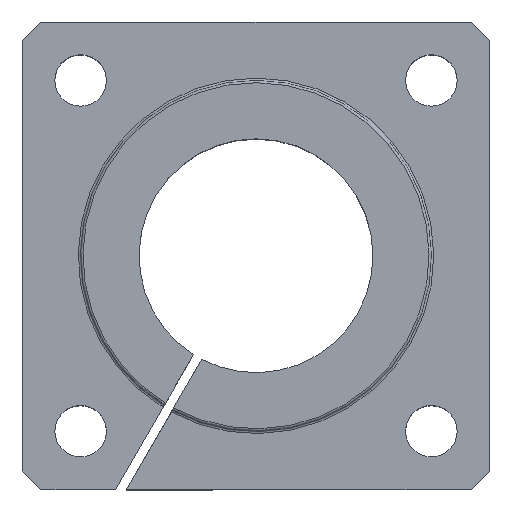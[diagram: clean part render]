
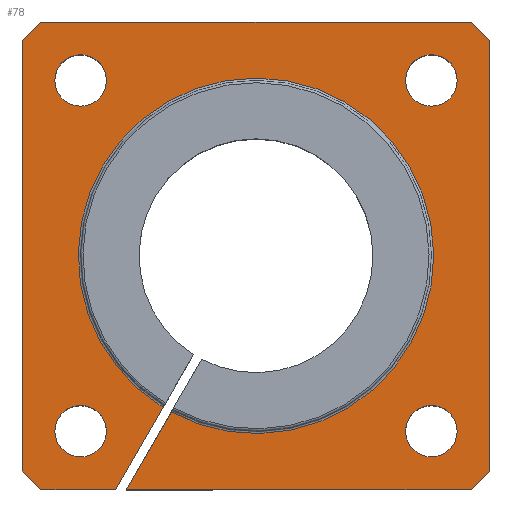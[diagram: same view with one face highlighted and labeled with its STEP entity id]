
A CAD part, top view. The second image highlights one B-rep face of the part: STEP entity #78.
In plain terms, the highlighted planar face has unit normal (0, 0, 1).
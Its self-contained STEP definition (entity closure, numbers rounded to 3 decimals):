
#78 = ADVANCED_FACE( '', ( #175, #176, #177, #178, #179 ), #180, .T. );
#175 = FACE_BOUND( '', #287, .T. );
#176 = FACE_BOUND( '', #288, .T. );
#177 = FACE_BOUND( '', #289, .T. );
#178 = FACE_BOUND( '', #290, .T. );
#179 = FACE_OUTER_BOUND( '', #291, .T. );
#180 = PLANE( '', #292 );
#287 = EDGE_LOOP( '', ( #462 ) );
#288 = EDGE_LOOP( '', ( #463 ) );
#289 = EDGE_LOOP( '', ( #464 ) );
#290 = EDGE_LOOP( '', ( #465 ) );
#291 = EDGE_LOOP( '', ( #466, #467, #468, #469, #470, #471, #472, #473, #474, #475, #476, #477 ) );
#292 = AXIS2_PLACEMENT_3D( '', #478, #479, #480 );
#462 = ORIENTED_EDGE( '', *, *, #646, .F. );
#463 = ORIENTED_EDGE( '', *, *, #647, .F. );
#464 = ORIENTED_EDGE( '', *, *, #648, .F. );
#465 = ORIENTED_EDGE( '', *, *, #605, .F. );
#466 = ORIENTED_EDGE( '', *, *, #649, .T. );
#467 = ORIENTED_EDGE( '', *, *, #602, .T. );
#468 = ORIENTED_EDGE( '', *, *, #650, .T. );
#469 = ORIENTED_EDGE( '', *, *, #618, .T. );
#470 = ORIENTED_EDGE( '', *, *, #651, .T. );
#471 = ORIENTED_EDGE( '', *, *, #652, .T. );
#472 = ORIENTED_EDGE( '', *, *, #614, .T. );
#473 = ORIENTED_EDGE( '', *, *, #653, .T. );
#474 = ORIENTED_EDGE( '', *, *, #654, .T. );
#475 = ORIENTED_EDGE( '', *, *, #609, .T. );
#476 = ORIENTED_EDGE( '', *, *, #591, .T. );
#477 = ORIENTED_EDGE( '', *, *, #584, .T. );
#478 = CARTESIAN_POINT( '', ( 0., 0., 36. ) );
#479 = DIRECTION( '', ( 0., 0., 1. ) );
#480 = DIRECTION( '', ( 1., 0., 0. ) );
#584 = EDGE_CURVE( '', #679, #677, #680, .T. );
#591 = EDGE_CURVE( '', #690, #679, #691, .T. );
#602 = EDGE_CURVE( '', #696, #709, #711, .T. );
#605 = EDGE_CURVE( '', #715, #715, #716, .T. );
#609 = EDGE_CURVE( '', #722, #690, #723, .T. );
#614 = EDGE_CURVE( '', #731, #729, #732, .T. );
#618 = EDGE_CURVE( '', #738, #736, #739, .T. );
#646 = EDGE_CURVE( '', #780, #780, #781, .T. );
#647 = EDGE_CURVE( '', #782, #782, #783, .T. );
#648 = EDGE_CURVE( '', #784, #784, #785, .T. );
#649 = EDGE_CURVE( '', #677, #696, #786, .T. );
#650 = EDGE_CURVE( '', #709, #738, #787, .T. );
#651 = EDGE_CURVE( '', #736, #788, #789, .T. );
#652 = EDGE_CURVE( '', #788, #731, #790, .T. );
#653 = EDGE_CURVE( '', #729, #791, #792, .T. );
#654 = EDGE_CURVE( '', #791, #722, #793, .T. );
#677 = VERTEX_POINT( '', #816 );
#679 = VERTEX_POINT( '', #819 );
#680 = LINE( '', #820, #821 );
#690 = VERTEX_POINT( '', #833 );
#691 = LINE( '', #834, #835 );
#696 = VERTEX_POINT( '', #841 );
#709 = VERTEX_POINT( '', #864 );
#711 = LINE( '', #871, #872 );
#715 = VERTEX_POINT( '', #876 );
#716 = CIRCLE( '', #877, 5.5 );
#722 = VERTEX_POINT( '', #884 );
#723 = LINE( '', #885, #886 );
#729 = VERTEX_POINT( '', #894 );
#731 = VERTEX_POINT( '', #897 );
#732 = LINE( '', #898, #899 );
#736 = VERTEX_POINT( '', #904 );
#738 = VERTEX_POINT( '', #907 );
#739 = LINE( '', #908, #909 );
#780 = VERTEX_POINT( '', #969 );
#781 = CIRCLE( '', #970, 5.5 );
#782 = VERTEX_POINT( '', #971 );
#783 = CIRCLE( '', #972, 5.5 );
#784 = VERTEX_POINT( '', #973 );
#785 = CIRCLE( '', #974, 5.5 );
#786 = LINE( '', #975, #976 );
#787 = CIRCLE( '', #977, 38. );
#788 = VERTEX_POINT( '', #978 );
#789 = LINE( '', #979, #980 );
#790 = LINE( '', #981, #982 );
#791 = VERTEX_POINT( '', #983 );
#792 = LINE( '', #984, #985 );
#793 = LINE( '', #986, #987 );
#816 = CARTESIAN_POINT( '', ( -46., 0., 36. ) );
#819 = CARTESIAN_POINT( '', ( -50., 4., 36. ) );
#820 = CARTESIAN_POINT( '', ( -50., 4., 36. ) );
#821 = VECTOR( '', #1009, 1000. );
#833 = CARTESIAN_POINT( '', ( -50., 96., 36. ) );
#834 = CARTESIAN_POINT( '', ( -50., 96., 36. ) );
#835 = VECTOR( '', #1018, 1000. );
#841 = CARTESIAN_POINT( '', ( -30.022, 0., 36. ) );
#864 = CARTESIAN_POINT( '', ( -19.859, 17.602, 36. ) );
#871 = CARTESIAN_POINT( '', ( -22.517, 13., 36. ) );
#872 = VECTOR( '', #1028, 1000. );
#876 = CARTESIAN_POINT( '', ( 43., 87.5, 36. ) );
#877 = AXIS2_PLACEMENT_3D( '', #1032, #1033, #1034 );
#884 = CARTESIAN_POINT( '', ( -46., 100., 36. ) );
#885 = CARTESIAN_POINT( '', ( -46., 100., 36. ) );
#886 = VECTOR( '', #1039, 1000. );
#894 = CARTESIAN_POINT( '', ( 50., 96., 36. ) );
#897 = CARTESIAN_POINT( '', ( 50., 4., 36. ) );
#898 = CARTESIAN_POINT( '', ( 50., 4., 36. ) );
#899 = VECTOR( '', #1043, 1000. );
#904 = CARTESIAN_POINT( '', ( -27.713, 0., 36. ) );
#907 = CARTESIAN_POINT( '', ( -18.127, 16.602, 36. ) );
#908 = CARTESIAN_POINT( '', ( -20.785, 12., 36. ) );
#909 = VECTOR( '', #1046, 1000. );
#969 = CARTESIAN_POINT( '', ( -32., 12.5, 36. ) );
#970 = AXIS2_PLACEMENT_3D( '', #1086, #1087, #1088 );
#971 = CARTESIAN_POINT( '', ( -32., 87.5, 36. ) );
#972 = AXIS2_PLACEMENT_3D( '', #1089, #1090, #1091 );
#973 = CARTESIAN_POINT( '', ( 43., 12.5, 36. ) );
#974 = AXIS2_PLACEMENT_3D( '', #1092, #1093, #1094 );
#975 = CARTESIAN_POINT( '', ( -46., 0., 36. ) );
#976 = VECTOR( '', #1095, 1000. );
#977 = AXIS2_PLACEMENT_3D( '', #1096, #1097, #1098 );
#978 = CARTESIAN_POINT( '', ( 46., 0., 36. ) );
#979 = CARTESIAN_POINT( '', ( -46., 0., 36. ) );
#980 = VECTOR( '', #1099, 1000. );
#981 = CARTESIAN_POINT( '', ( 46., 0., 36. ) );
#982 = VECTOR( '', #1100, 1000. );
#983 = CARTESIAN_POINT( '', ( 46., 100., 36. ) );
#984 = CARTESIAN_POINT( '', ( 50., 96., 36. ) );
#985 = VECTOR( '', #1101, 1000. );
#986 = CARTESIAN_POINT( '', ( 46., 100., 36. ) );
#987 = VECTOR( '', #1102, 1000. );
#1009 = DIRECTION( '', ( 0.707, -0.707, 0. ) );
#1018 = DIRECTION( '', ( 0., -1., 0. ) );
#1028 = DIRECTION( '', ( 0.5, 0.866, 0. ) );
#1032 = CARTESIAN_POINT( '', ( 37.5, 87.5, 36. ) );
#1033 = DIRECTION( '', ( 0., 0., 1. ) );
#1034 = DIRECTION( '', ( 1., 0., 0. ) );
#1039 = DIRECTION( '', ( -0.707, -0.707, 0. ) );
#1043 = DIRECTION( '', ( 0., 1., 0. ) );
#1046 = DIRECTION( '', ( -0.5, -0.866, 0. ) );
#1086 = CARTESIAN_POINT( '', ( -37.5, 12.5, 36. ) );
#1087 = DIRECTION( '', ( 0., 0., 1. ) );
#1088 = DIRECTION( '', ( 1., 0., 0. ) );
#1089 = CARTESIAN_POINT( '', ( -37.5, 87.5, 36. ) );
#1090 = DIRECTION( '', ( 0., 0., 1. ) );
#1091 = DIRECTION( '', ( 1., 0., 0. ) );
#1092 = CARTESIAN_POINT( '', ( 37.5, 12.5, 36. ) );
#1093 = DIRECTION( '', ( 0., 0., 1. ) );
#1094 = DIRECTION( '', ( 1., 0., 0. ) );
#1095 = DIRECTION( '', ( 1., 0., 0. ) );
#1096 = CARTESIAN_POINT( '', ( 0., 50., 36. ) );
#1097 = DIRECTION( '', ( 0., 0., -1. ) );
#1098 = DIRECTION( '', ( -1., 0., 0. ) );
#1099 = DIRECTION( '', ( 1., 0., 0. ) );
#1100 = DIRECTION( '', ( 0.707, 0.707, 0. ) );
#1101 = DIRECTION( '', ( -0.707, 0.707, 0. ) );
#1102 = DIRECTION( '', ( -1., 0., 0. ) );
